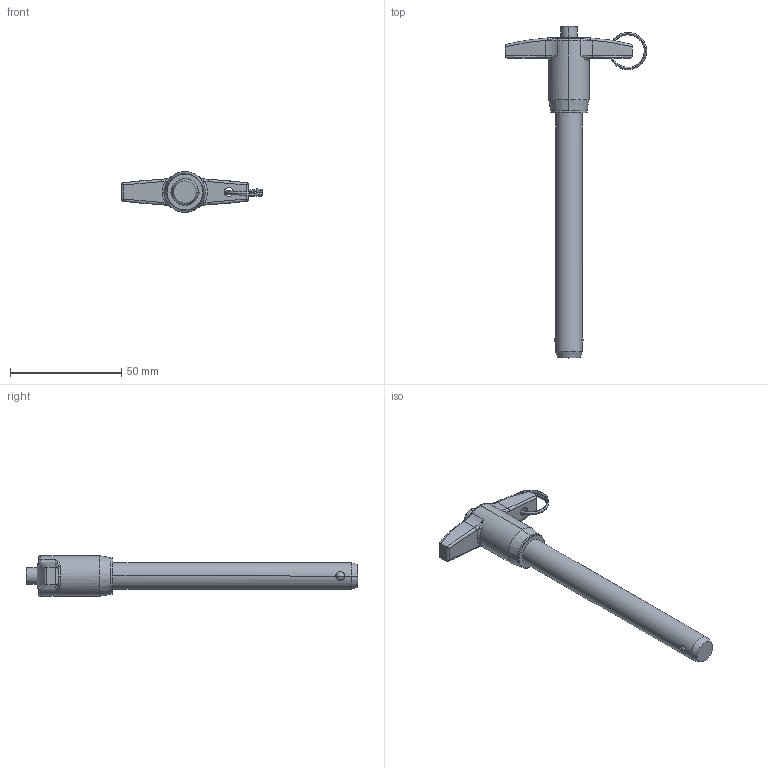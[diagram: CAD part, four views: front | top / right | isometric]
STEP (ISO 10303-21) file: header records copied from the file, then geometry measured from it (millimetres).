
FILE_DESCRIPTION (( 'STEP AP214' ), '1' );
FILE_NAME ('06518-T Handle 12mm Push Button Detent Pin 100mm.STEP', '2024-07-19T03:47:33', ( '' ), ( '' ), 'SwSTEP 2.0', 'SolidWorks 2024', '' );
FILE_SCHEMA (( 'AUTOMOTIVE_DESIGN' ));
Length unit declared in the file: millimetre
Products named in the file (5): T Handle; Pin; 06518-T Handle 12mm Push Button Detent Pin 100mm; Split Ring; Detent
Assembly tree (4 placements, depth 2):
  06518-T Handle 12mm Push Button Detent Pin 100mm
    Detent
    Pin
    Split Ring
    T Handle
Bounding box: 63.36 x 149.03 x 18.26 mm (x, y, z)
Volume: 22982.3 mm3; surface area: 10060.1 mm2
Topology: 4 solids, 4 shells, 94 faces, 221 edges, 129 vertices
Faces by surface type: bspline 27, cylinder 26, torus 18, plane 15, sphere 4, cone 4
Entity records: 4292 total; most frequent: CARTESIAN_POINT 2178, ORIENTED_EDGE 426, DIRECTION 402, EDGE_CURVE 213, AXIS2_PLACEMENT_3D 179, VERTEX_POINT 129, CIRCLE 105, EDGE_LOOP 100
